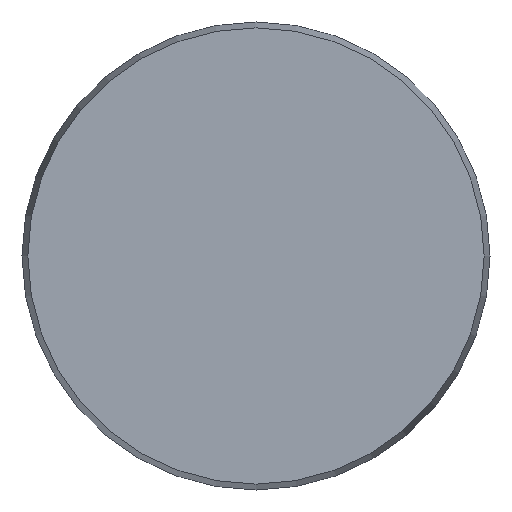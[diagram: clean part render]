
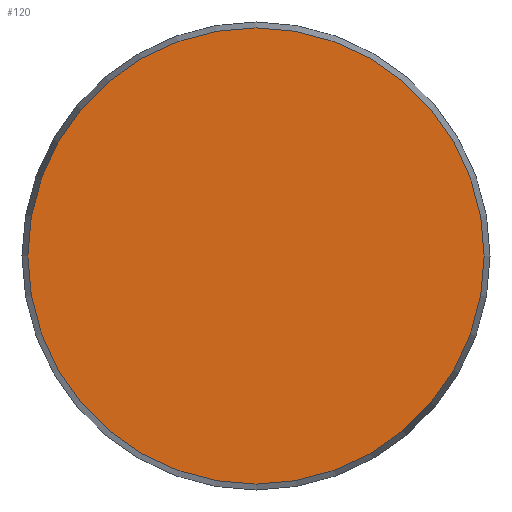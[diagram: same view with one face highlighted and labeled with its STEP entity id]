
A CAD part, front view. The second image highlights one B-rep face of the part: STEP entity #120.
In plain terms, the highlighted planar face has unit normal (0, -1, 0).
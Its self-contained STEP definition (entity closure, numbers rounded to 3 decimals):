
#120 = ADVANCED_FACE( '', ( #260 ), #261, .F. );
#260 = FACE_OUTER_BOUND( '', #447, .T. );
#261 = PLANE( '', #448 );
#447 = EDGE_LOOP( '', ( #749 ) );
#448 = AXIS2_PLACEMENT_3D( '', #750, #751, #752 );
#749 = ORIENTED_EDGE( '', *, *, #948, .T. );
#750 = CARTESIAN_POINT( '', ( 58.5, 0., 0. ) );
#751 = DIRECTION( '', ( 0., 1., 0. ) );
#752 = DIRECTION( '', ( 0., 0., 1. ) );
#948 = EDGE_CURVE( '', #1114, #1114, #1115, .T. );
#1114 = VERTEX_POINT( '', #1424 );
#1115 = CIRCLE( '', #1425, 58.5 );
#1424 = CARTESIAN_POINT( '', ( 0., 0., -58.5 ) );
#1425 = AXIS2_PLACEMENT_3D( '', #1630, #1631, #1632 );
#1630 = CARTESIAN_POINT( '', ( 0., 0., 0. ) );
#1631 = DIRECTION( '', ( 0., -1., 0. ) );
#1632 = DIRECTION( '', ( 0., 0., -1. ) );
